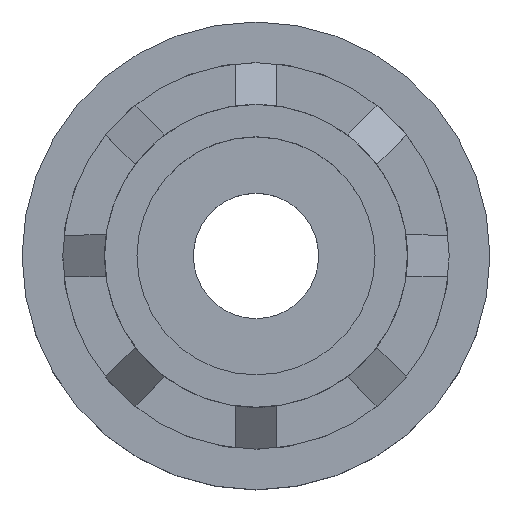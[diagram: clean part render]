
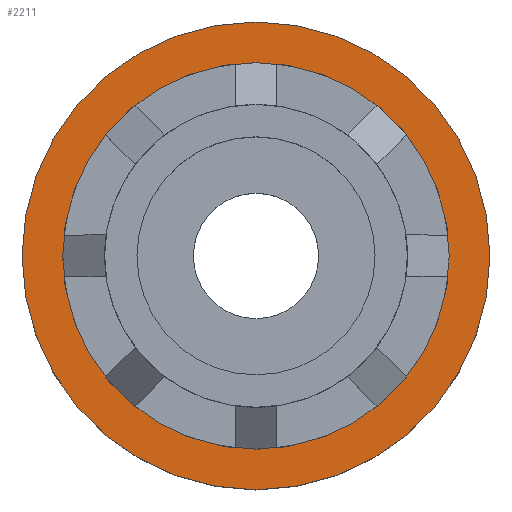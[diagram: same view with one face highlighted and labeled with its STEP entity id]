
A CAD part, top view. The second image highlights one B-rep face of the part: STEP entity #2211.
In plain terms, the highlighted planar face has unit normal (0, 0, 1).
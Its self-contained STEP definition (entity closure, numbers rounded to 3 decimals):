
#554=FACE_BOUND('',#680,.T.);
#560=FACE_OUTER_BOUND('',#679,.T.);
#679=EDGE_LOOP('',(#1445));
#680=EDGE_LOOP('',(#1446));
#804=CIRCLE('',#2354,5.6);
#805=CIRCLE('',#2355,4.625);
#880=VERTEX_POINT('',#3241);
#881=VERTEX_POINT('',#3243);
#1106=EDGE_CURVE('',#880,#880,#804,.T.);
#1107=EDGE_CURVE('',#881,#881,#805,.T.);
#1445=ORIENTED_EDGE('',*,*,#1106,.T.);
#1446=ORIENTED_EDGE('',*,*,#1107,.F.);
#2123=PLANE('',#2353);
#2211=ADVANCED_FACE('',(#560,#554),#2123,.T.);
#2353=AXIS2_PLACEMENT_3D('',#3240,#2568,#2569);
#2354=AXIS2_PLACEMENT_3D('',#3242,#2570,#2571);
#2355=AXIS2_PLACEMENT_3D('',#3244,#2572,#2573);
#2568=DIRECTION('center_axis',(0.,0.,1.));
#2569=DIRECTION('ref_axis',(0.,-1.,0.));
#2570=DIRECTION('center_axis',(0.,0.,1.));
#2571=DIRECTION('ref_axis',(-1.,0.,0.));
#2572=DIRECTION('center_axis',(0.,0.,1.));
#2573=DIRECTION('ref_axis',(-1.,0.,0.));
#3240=CARTESIAN_POINT('Origin',(0.,0.,2.5));
#3241=CARTESIAN_POINT('',(5.6,0.,2.5));
#3242=CARTESIAN_POINT('Origin',(0.,0.,2.5));
#3243=CARTESIAN_POINT('',(4.625,0.,2.5));
#3244=CARTESIAN_POINT('Origin',(0.,0.,2.5));
